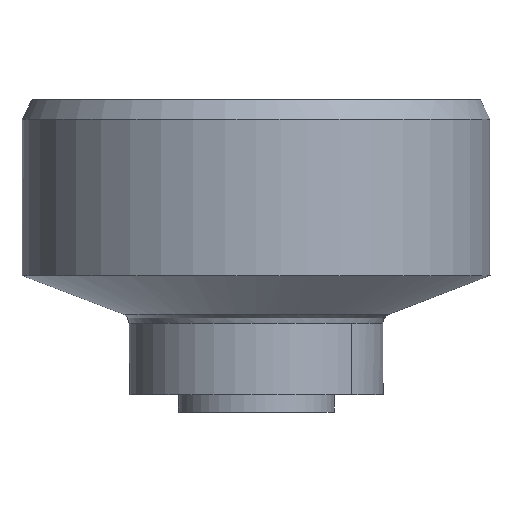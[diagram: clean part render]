
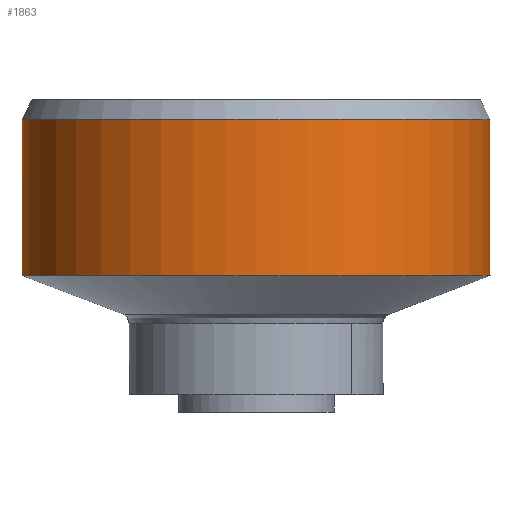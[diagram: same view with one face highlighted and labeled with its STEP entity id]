
A CAD part, left-side view. The second image highlights one B-rep face of the part: STEP entity #1863.
In plain terms, the highlighted free-form (B-spline) face has degree [2, 1] with [7, 2] control points.
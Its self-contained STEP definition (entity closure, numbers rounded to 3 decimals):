
#1501=CARTESIAN_POINT('',(-12.0,0.0,7.));
#1502=VERTEX_POINT('',#1501);
#1503=CARTESIAN_POINT('',(8.26,8.704,7.));
#1504=VERTEX_POINT('',#1503);
#1505=CARTESIAN_POINT('',(-12.0,0.0,7.));
#1506=CARTESIAN_POINT('',(-12.0,12.0,7.));
#1507=CARTESIAN_POINT('',(0.0,12.0,7.));
#1508=CARTESIAN_POINT('',(4.788,12.,7.));
#1509=CARTESIAN_POINT('',(8.26,8.704,7.));
#1517=(BOUNDED_CURVE()B_SPLINE_CURVE(2,(#1505,#1506,#1507,#1508,#1509),.UNSPECIFIED.,.F.,.U.)B_SPLINE_CURVE_WITH_KNOTS((3,2,3),(0.0,0.25,0.371),.UNSPECIFIED.)CURVE()GEOMETRIC_REPRESENTATION_ITEM()RATIONAL_B_SPLINE_CURVE((1.0,0.707,1.0,0.858,0.854))REPRESENTATION_ITEM(''));
#1518=EDGE_CURVE('',#1502,#1504,#1517,.T.);
#1598=CARTESIAN_POINT('',(0.733,-11.978,7.));
#1599=VERTEX_POINT('',#1598);
#1613=CARTESIAN_POINT('',(0.733,-11.978,7.));
#1614=CARTESIAN_POINT('',(0.367,-12.,7.));
#1615=CARTESIAN_POINT('',(0.0,-12.0,7.));
#1616=CARTESIAN_POINT('',(-12.0,-12.0,7.));
#1617=CARTESIAN_POINT('',(-12.0,0.0,7.));
#1625=(BOUNDED_CURVE()B_SPLINE_CURVE(2,(#1613,#1614,#1615,#1616,#1617),.UNSPECIFIED.,.F.,.U.)B_SPLINE_CURVE_WITH_KNOTS((3,2,3),(0.739,0.75,1.0),.UNSPECIFIED.)CURVE()GEOMETRIC_REPRESENTATION_ITEM()RATIONAL_B_SPLINE_CURVE((0.976,0.988,1.0,0.707,1.0))REPRESENTATION_ITEM(''));
#1626=EDGE_CURVE('',#1599,#1502,#1625,.T.);
#1645=CARTESIAN_POINT('',(11.234,4.219,7.));
#1646=VERTEX_POINT('',#1645);
#1647=CARTESIAN_POINT('',(8.26,8.704,7.));
#1648=CARTESIAN_POINT('',(10.263,6.804,7.));
#1649=CARTESIAN_POINT('',(11.234,4.219,7.));
#1657=(BOUNDED_CURVE()B_SPLINE_CURVE(2,(#1647,#1648,#1649),.UNSPECIFIED.,.F.,.U.)B_SPLINE_CURVE_WITH_KNOTS((3,3),(0.371,0.44),.UNSPECIFIED.)CURVE()GEOMETRIC_REPRESENTATION_ITEM()RATIONAL_B_SPLINE_CURVE((0.854,0.851,0.893))REPRESENTATION_ITEM(''));
#1658=EDGE_CURVE('',#1504,#1646,#1657,.T.);
#1739=CARTESIAN_POINT('',(11.234,4.219,15.));
#1740=VERTEX_POINT('',#1739);
#1756=CARTESIAN_POINT('',(0.733,-11.978,15.));
#1757=VERTEX_POINT('',#1756);
#1771=CARTESIAN_POINT('',(0.733,-11.978,15.));
#1772=CARTESIAN_POINT('',(0.733,-11.978,7.));
#1773=QUASI_UNIFORM_CURVE('',1,(#1771,#1772),.UNSPECIFIED.,.F.,.U.);
#1774=EDGE_CURVE('',#1757,#1599,#1773,.T.);
#1779=CARTESIAN_POINT('',(11.234,4.219,15.));
#1780=CARTESIAN_POINT('',(11.234,4.219,7.));
#1781=QUASI_UNIFORM_CURVE('',1,(#1779,#1780),.UNSPECIFIED.,.F.,.U.);
#1782=EDGE_CURVE('',#1740,#1646,#1781,.T.);
#1787=CARTESIAN_POINT('',(0.733,-11.978,15.2));
#1788=CARTESIAN_POINT('',(-11.245,-12.71,15.2));
#1789=CARTESIAN_POINT('',(-11.978,-0.733,15.2));
#1790=CARTESIAN_POINT('',(-12.71,11.245,15.2));
#1791=CARTESIAN_POINT('',(-0.733,11.978,15.2));
#1792=CARTESIAN_POINT('',(8.116,12.519,15.2));
#1793=CARTESIAN_POINT('',(11.234,4.219,15.2));
#1794=CARTESIAN_POINT('',(0.733,-11.978,6.795));
#1795=CARTESIAN_POINT('',(-11.245,-12.71,6.795));
#1796=CARTESIAN_POINT('',(-11.978,-0.733,6.795));
#1797=CARTESIAN_POINT('',(-12.71,11.245,6.795));
#1798=CARTESIAN_POINT('',(-0.733,11.978,6.795));
#1799=CARTESIAN_POINT('',(8.116,12.519,6.795));
#1800=CARTESIAN_POINT('',(11.234,4.219,6.795));
#1808=(BOUNDED_SURFACE()B_SPLINE_SURFACE(2,1,((#1787,#1794),(#1788,#1795),(#1789,#1796),(#1790,#1797),(#1791,#1798),(#1792,#1799),(#1793,#1800)),.UNSPECIFIED.,.F.,.F.,.U.)B_SPLINE_SURFACE_WITH_KNOTS((3,2,2,3),(2,2),(0.0,19.882,39.765,55.67),(0.0,8.405),.UNSPECIFIED.)GEOMETRIC_REPRESENTATION_ITEM()RATIONAL_B_SPLINE_SURFACE(((1.0,1.0),(0.707,0.707),(1.0,1.0),(0.707,0.707),(1.0,1.0),(0.766,0.766),(0.906,0.906)))REPRESENTATION_ITEM('')SURFACE());
#1809=CARTESIAN_POINT('',(-1.416,11.916,15.));
#1810=VERTEX_POINT('',#1809);
#1811=CARTESIAN_POINT('',(-1.416,11.916,15.));
#1812=CARTESIAN_POINT('',(-0.711,12.,15.));
#1813=CARTESIAN_POINT('',(0.0,12.0,15.0));
#1814=CARTESIAN_POINT('',(8.311,12.,15.));
#1815=CARTESIAN_POINT('',(11.234,4.219,15.));
#1823=(BOUNDED_CURVE()B_SPLINE_CURVE(2,(#1811,#1812,#1813,#1814,#1815),.UNSPECIFIED.,.F.,.U.)B_SPLINE_CURVE_WITH_KNOTS((3,2,3),(0.23,0.25,0.44),.UNSPECIFIED.)CURVE()GEOMETRIC_REPRESENTATION_ITEM()RATIONAL_B_SPLINE_CURVE((0.956,0.976,1.0,0.777,0.893))REPRESENTATION_ITEM(''));
#1824=EDGE_CURVE('',#1810,#1740,#1823,.T.);
#1825=ORIENTED_EDGE('',*,*,#1824,.T.);
#1826=ORIENTED_EDGE('',*,*,#1782,.T.);
#1827=ORIENTED_EDGE('',*,*,#1658,.F.);
#1828=ORIENTED_EDGE('',*,*,#1518,.F.);
#1829=ORIENTED_EDGE('',*,*,#1626,.F.);
#1830=ORIENTED_EDGE('',*,*,#1774,.F.);
#1831=CARTESIAN_POINT('',(-12.0,0.0,15.0));
#1832=VERTEX_POINT('',#1831);
#1833=CARTESIAN_POINT('',(0.733,-11.978,15.));
#1834=CARTESIAN_POINT('',(0.367,-12.,15.));
#1835=CARTESIAN_POINT('',(0.0,-12.0,15.0));
#1836=CARTESIAN_POINT('',(-12.0,-12.0,15.));
#1837=CARTESIAN_POINT('',(-12.0,0.0,15.0));
#1845=(BOUNDED_CURVE()B_SPLINE_CURVE(2,(#1833,#1834,#1835,#1836,#1837),.UNSPECIFIED.,.F.,.U.)B_SPLINE_CURVE_WITH_KNOTS((3,2,3),(0.739,0.75,1.0),.UNSPECIFIED.)CURVE()GEOMETRIC_REPRESENTATION_ITEM()RATIONAL_B_SPLINE_CURVE((0.976,0.988,1.0,0.707,1.0))REPRESENTATION_ITEM(''));
#1846=EDGE_CURVE('',#1757,#1832,#1845,.T.);
#1847=ORIENTED_EDGE('',*,*,#1846,.T.);
#1848=CARTESIAN_POINT('',(-12.0,0.0,15.0));
#1849=CARTESIAN_POINT('',(-12.,10.658,15.));
#1850=CARTESIAN_POINT('',(-1.416,11.916,15.));
#1858=(BOUNDED_CURVE()B_SPLINE_CURVE(2,(#1848,#1849,#1850),.UNSPECIFIED.,.F.,.U.)B_SPLINE_CURVE_WITH_KNOTS((3,3),(0.0,0.23),.UNSPECIFIED.)CURVE()GEOMETRIC_REPRESENTATION_ITEM()RATIONAL_B_SPLINE_CURVE((1.0,0.731,0.956))REPRESENTATION_ITEM(''));
#1859=EDGE_CURVE('',#1832,#1810,#1858,.T.);
#1860=ORIENTED_EDGE('',*,*,#1859,.T.);
#1861=EDGE_LOOP('',(#1825,#1826,#1827,#1828,#1829,#1830,#1847,#1860));
#1862=FACE_OUTER_BOUND('',#1861,.T.);
#1863=ADVANCED_FACE('',(#1862),#1808,.T.);
